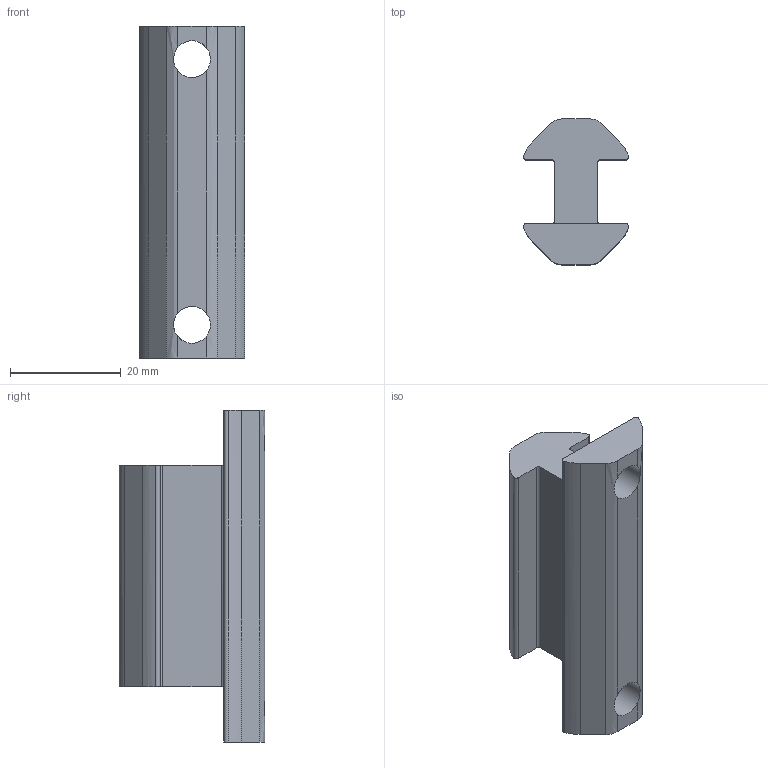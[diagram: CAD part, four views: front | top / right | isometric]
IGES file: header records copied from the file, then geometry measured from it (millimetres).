
Global section: file name: SZ1300S_A; native system: Autodesk Inventor 2015; preprocessor: unknown; author: H. Deerberg; date: 20151119.104309; units: millimetre
Bounding box: 19.1 x 26.3 x 60 mm (x, y, z)
Volume: 13700.3 mm3; surface area: 5553.4 mm2
Topology: 1 solids, 1 shells, 35 faces, 104 edges, 70 vertices
Faces by surface type: bspline 35
